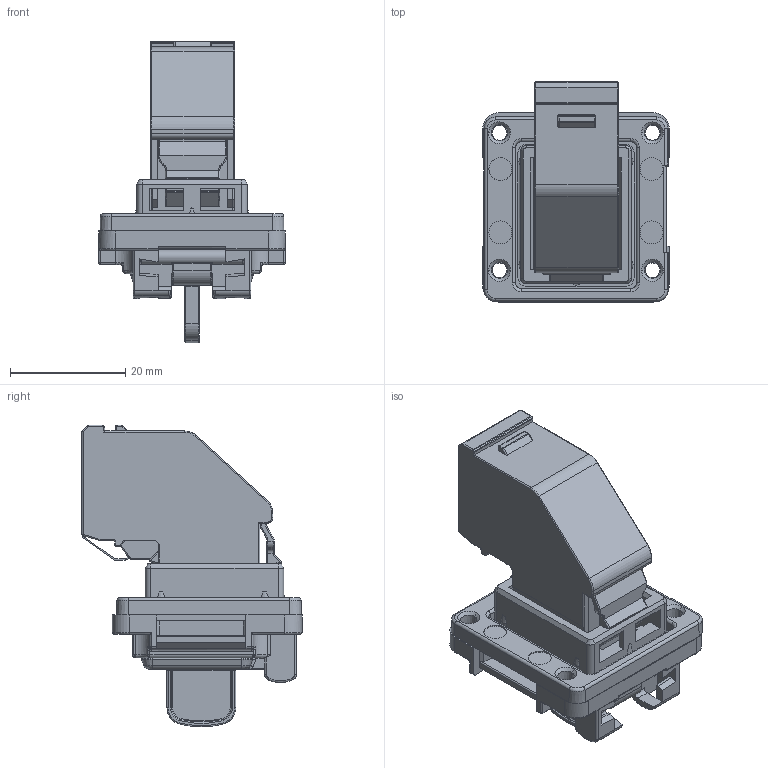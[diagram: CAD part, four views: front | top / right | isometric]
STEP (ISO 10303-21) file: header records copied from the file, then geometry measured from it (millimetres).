
FILE_DESCRIPTION(('CATIA V5 STEP Exchange','CAx-IF Rec.Pracs.--- Model Styling and Organization---1.4--- 2014-01-23'),'2;1');
FILE_NAME ('032663-3_0', '2022-06-09T05:55:13+00:00', ('none'), ('Weidmueller'), 'CATIA Version 5-6 Release 2016 SP3 HF44', 'CATIA V5 STEP AP214', 'none');
FILE_SCHEMA(('AUTOMOTIVE_DESIGN { 1 0 10303 214 1 1 1 1 }'));
Length unit declared in the file: millimetre
Products named in the file (1): 8829440000
Bounding box: 32.5 x 38.27 x 52.45 mm (x, y, z)
Volume: 16676 mm3; surface area: 12873.1 mm2
Topology: 2 solids, 2 shells, 986 faces, 2446 edges, 1475 vertices
Faces by surface type: cylinder 377, plane 347, torus 119, cone 53, sphere 47, bspline 43
Entity records: 33593 total; most frequent: CARTESIAN_POINT 11601, ORIENTED_EDGE 4886, DIRECTION 3848, EDGE_CURVE 2443, AXIS2_PLACEMENT_3D 1610, VERTEX_POINT 1475, VECTOR 1312, LINE 1312
